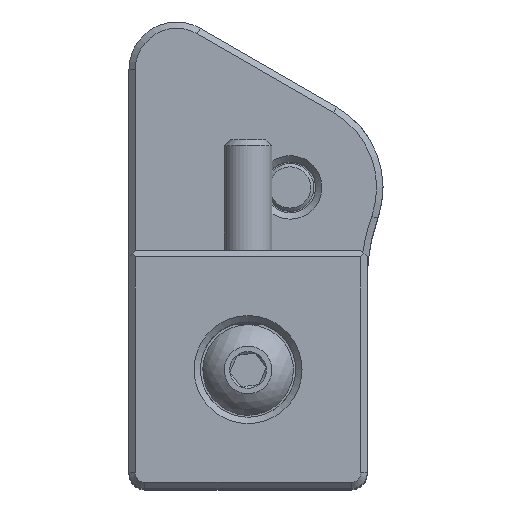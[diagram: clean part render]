
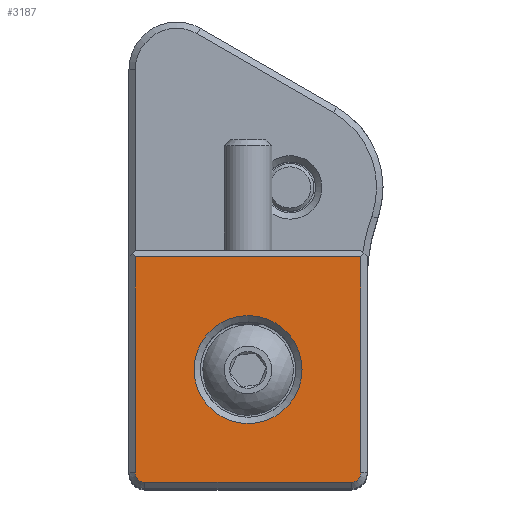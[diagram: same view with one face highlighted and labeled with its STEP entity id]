
A CAD part, top view. The second image highlights one B-rep face of the part: STEP entity #3187.
In plain terms, the highlighted planar face has unit normal (0, 0, 1).
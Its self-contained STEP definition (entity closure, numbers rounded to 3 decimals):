
#270=FACE_BOUND('',#799,.T.);
#351=PLANE('',#3664);
#556=FACE_OUTER_BOUND('',#798,.T.);
#798=EDGE_LOOP('',(#2842,#2843,#2844,#2845,#2846,#2847));
#799=EDGE_LOOP('',(#2848));
#1009=LINE('',#5920,#1226);
#1010=LINE('',#5924,#1227);
#1011=LINE('',#5928,#1228);
#1012=LINE('',#5929,#1229);
#1226=VECTOR('',#4610,10.);
#1227=VECTOR('',#4613,10.);
#1228=VECTOR('',#4616,10.);
#1229=VECTOR('',#4617,10.);
#1413=CIRCLE('',#3663,3.4);
#1414=CIRCLE('',#3665,0.6);
#1415=CIRCLE('',#3666,0.6);
#1648=VERTEX_POINT('',#5914);
#1649=VERTEX_POINT('',#5918);
#1650=VERTEX_POINT('',#5919);
#1651=VERTEX_POINT('',#5921);
#1652=VERTEX_POINT('',#5923);
#1653=VERTEX_POINT('',#5925);
#1654=VERTEX_POINT('',#5927);
#2053=EDGE_CURVE('',#1648,#1648,#1413,.T.);
#2055=EDGE_CURVE('',#1649,#1650,#1009,.T.);
#2056=EDGE_CURVE('',#1651,#1649,#1414,.T.);
#2057=EDGE_CURVE('',#1652,#1651,#1010,.T.);
#2058=EDGE_CURVE('',#1653,#1652,#1415,.T.);
#2059=EDGE_CURVE('',#1654,#1653,#1011,.T.);
#2060=EDGE_CURVE('',#1650,#1654,#1012,.T.);
#2842=ORIENTED_EDGE('',*,*,#2055,.F.);
#2843=ORIENTED_EDGE('',*,*,#2056,.F.);
#2844=ORIENTED_EDGE('',*,*,#2057,.F.);
#2845=ORIENTED_EDGE('',*,*,#2058,.F.);
#2846=ORIENTED_EDGE('',*,*,#2059,.F.);
#2847=ORIENTED_EDGE('',*,*,#2060,.F.);
#2848=ORIENTED_EDGE('',*,*,#2053,.F.);
#3187=ADVANCED_FACE('',(#556,#270),#351,.T.);
#3663=AXIS2_PLACEMENT_3D('',#5915,#4605,#4606);
#3664=AXIS2_PLACEMENT_3D('',#5917,#4608,#4609);
#3665=AXIS2_PLACEMENT_3D('',#5922,#4611,#4612);
#3666=AXIS2_PLACEMENT_3D('',#5926,#4614,#4615);
#4605=DIRECTION('center_axis',(0.,0.,1.));
#4606=DIRECTION('ref_axis',(-1.,0.,0.));
#4608=DIRECTION('center_axis',(0.,0.,1.));
#4609=DIRECTION('ref_axis',(-1.,0.,0.));
#4610=DIRECTION('',(0.,1.,0.));
#4611=DIRECTION('center_axis',(0.,0.,-1.));
#4612=DIRECTION('ref_axis',(-0.707,-0.707,0.));
#4613=DIRECTION('',(-1.,0.,0.));
#4614=DIRECTION('center_axis',(0.,0.,-1.));
#4615=DIRECTION('ref_axis',(0.707,-0.707,0.));
#4616=DIRECTION('',(0.,-1.,0.));
#4617=DIRECTION('',(1.,0.,0.));
#5914=CARTESIAN_POINT('',(-4.1,7.5,48.));
#5915=CARTESIAN_POINT('Origin',(-7.5,7.5,48.));
#5917=CARTESIAN_POINT('Origin',(-7.5,7.5,48.));
#5918=CARTESIAN_POINT('',(-14.6,1.,48.));
#5919=CARTESIAN_POINT('',(-14.6,14.6,48.));
#5920=CARTESIAN_POINT('',(-14.6,19.558,48.));
#5921=CARTESIAN_POINT('',(-14.,0.4,48.));
#5922=CARTESIAN_POINT('Origin',(-14.,1.,48.));
#5923=CARTESIAN_POINT('',(-1.,0.4,48.));
#5924=CARTESIAN_POINT('',(-11.25,0.4,48.));
#5925=CARTESIAN_POINT('',(-0.4,1.,48.));
#5926=CARTESIAN_POINT('Origin',(-1.,1.,48.));
#5927=CARTESIAN_POINT('',(-0.4,14.6,48.));
#5928=CARTESIAN_POINT('',(-0.4,3.75,48.));
#5929=CARTESIAN_POINT('',(-3.75,14.6,48.));
